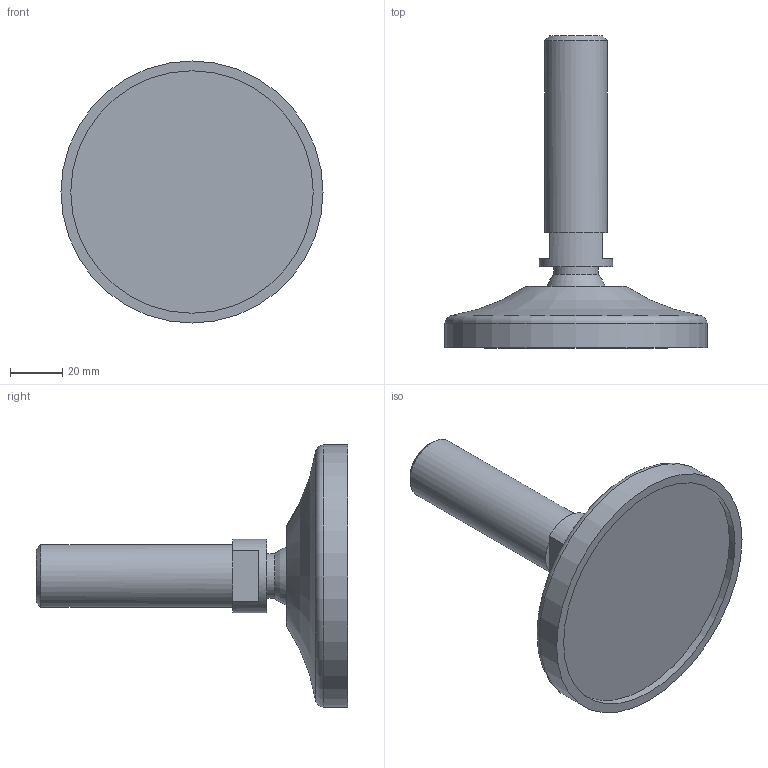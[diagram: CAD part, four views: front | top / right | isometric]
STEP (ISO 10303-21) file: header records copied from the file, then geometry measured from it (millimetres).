
FILE_DESCRIPTION( ( 'STEP AP214' ), '1' );
FILE_NAME( 'K0742.010024X750.stp', '2020-12-09T15:47:21', ( '' ), ( '' ), ' ', 'PARTsolutions', ' ' );
FILE_SCHEMA( ( 'AUTOMOTIVE_DESIGN { 1 0 10303 214 1 1 1 1 }' ) );
Length unit declared in the file: millimetre
Products named in the file (1): _K0742.010024X750
Bounding box: 100 x 119 x 100 mm (x, y, z)
Volume: 152980.9 mm3; surface area: 28317.7 mm2
Topology: 1 solids, 1 shells, 23 faces, 45 edges, 27 vertices
Faces by surface type: plane 13, cylinder 5, torus 2, bspline 1, sphere 1, cone 1
Full cylindrical faces by diameter (mm): 17 x1, 24 x1, 28 x1, 92.5 x1, 100 x1
Entity records: 743 total; most frequent: CARTESIAN_POINT 109, DIRECTION 100, ORIENTED_EDGE 66, AXIS2_PLACEMENT_3D 44, EDGE_LOOP 36, EDGE_CURVE 33, FACE_OUTER_BOUND 32, VERTEX_POINT 25
